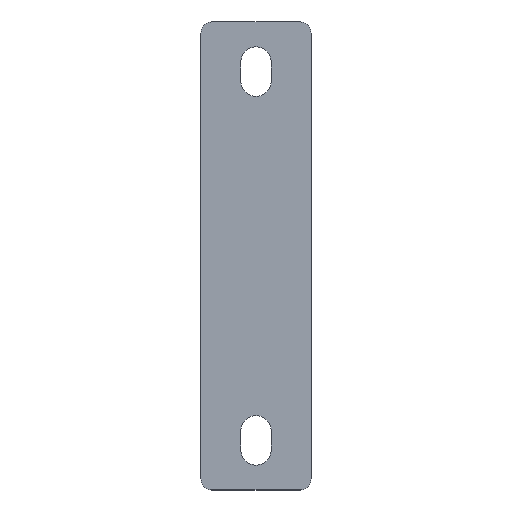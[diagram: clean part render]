
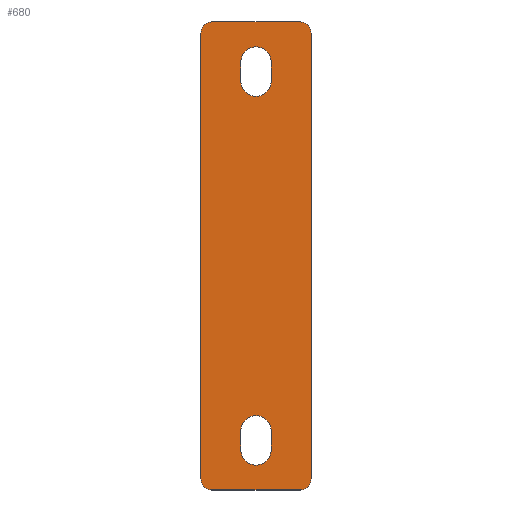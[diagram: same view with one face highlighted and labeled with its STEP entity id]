
A CAD part, top view. The second image highlights one B-rep face of the part: STEP entity #680.
In plain terms, the highlighted planar face has unit normal (0, 0, 1).
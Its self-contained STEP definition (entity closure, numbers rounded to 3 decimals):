
#321=CARTESIAN_POINT('',(-16.,81.,2.5));
#322=DIRECTION('',(0.,0.,1.));
#323=DIRECTION('',(0.,1.,0.));
#324=AXIS2_PLACEMENT_3D('',#321,#322,#323);
#326=DIRECTION('',(-1.,0.,0.));
#327=VECTOR('',#326,32.);
#328=CARTESIAN_POINT('',(16.,85.,2.5));
#329=LINE('',#328,#327);
#330=CARTESIAN_POINT('',(16.,81.,2.5));
#331=DIRECTION('',(0.,0.,1.));
#332=DIRECTION('',(1.,0.,0.));
#333=AXIS2_PLACEMENT_3D('',#330,#331,#332);
#335=DIRECTION('',(0.,1.,0.));
#336=VECTOR('',#335,162.);
#337=CARTESIAN_POINT('',(20.,-81.,2.5));
#338=LINE('',#337,#336);
#339=CARTESIAN_POINT('',(16.,-81.,2.5));
#340=DIRECTION('',(0.,0.,1.));
#341=DIRECTION('',(0.,-1.,0.));
#342=AXIS2_PLACEMENT_3D('',#339,#340,#341);
#344=DIRECTION('',(1.,0.,0.));
#345=VECTOR('',#344,32.);
#346=CARTESIAN_POINT('',(-16.,-85.,2.5));
#347=LINE('',#346,#345);
#348=CARTESIAN_POINT('',(-16.,-81.,2.5));
#349=DIRECTION('',(0.,0.,1.));
#350=DIRECTION('',(-1.,0.,0.));
#351=AXIS2_PLACEMENT_3D('',#348,#349,#350);
#353=DIRECTION('',(0.,-1.,0.));
#354=VECTOR('',#353,162.);
#355=CARTESIAN_POINT('',(-20.,81.,2.5));
#356=LINE('',#355,#354);
#357=CARTESIAN_POINT('',(0.,70.5,2.5));
#358=DIRECTION('',(0.,0.,1.));
#359=DIRECTION('',(1.,0.,0.));
#360=AXIS2_PLACEMENT_3D('',#357,#358,#359);
#362=DIRECTION('',(0.,-1.,0.));
#363=VECTOR('',#362,7.);
#364=CARTESIAN_POINT('',(-5.5,70.5,2.5));
#365=LINE('',#364,#363);
#366=CARTESIAN_POINT('',(0.,63.5,2.5));
#367=DIRECTION('',(0.,0.,1.));
#368=DIRECTION('',(-1.,0.,0.));
#369=AXIS2_PLACEMENT_3D('',#366,#367,#368);
#371=DIRECTION('',(0.,1.,0.));
#372=VECTOR('',#371,7.);
#373=CARTESIAN_POINT('',(5.5,63.5,2.5));
#374=LINE('',#373,#372);
#375=CARTESIAN_POINT('',(0.,-63.5,2.5));
#376=DIRECTION('',(0.,0.,1.));
#377=DIRECTION('',(1.,0.,0.));
#378=AXIS2_PLACEMENT_3D('',#375,#376,#377);
#380=DIRECTION('',(0.,-1.,0.));
#381=VECTOR('',#380,7.);
#382=CARTESIAN_POINT('',(-5.5,-63.5,2.5));
#383=LINE('',#382,#381);
#384=CARTESIAN_POINT('',(0.,-70.5,2.5));
#385=DIRECTION('',(0.,0.,1.));
#386=DIRECTION('',(-1.,0.,0.));
#387=AXIS2_PLACEMENT_3D('',#384,#385,#386);
#389=DIRECTION('',(0.,1.,0.));
#390=VECTOR('',#389,7.);
#391=CARTESIAN_POINT('',(5.5,-70.5,2.5));
#392=LINE('',#391,#390);
#429=CARTESIAN_POINT('',(-16.,85.,2.5));
#430=VERTEX_POINT('',#429);
#431=CARTESIAN_POINT('',(-20.,81.,2.5));
#432=VERTEX_POINT('',#431);
#437=CARTESIAN_POINT('',(20.,81.,2.5));
#438=VERTEX_POINT('',#437);
#439=CARTESIAN_POINT('',(16.,85.,2.5));
#440=VERTEX_POINT('',#439);
#445=CARTESIAN_POINT('',(-20.,-81.,2.5));
#446=VERTEX_POINT('',#445);
#447=CARTESIAN_POINT('',(-16.,-85.,2.5));
#448=VERTEX_POINT('',#447);
#453=CARTESIAN_POINT('',(16.,-85.,2.5));
#454=VERTEX_POINT('',#453);
#455=CARTESIAN_POINT('',(20.,-81.,2.5));
#456=VERTEX_POINT('',#455);
#473=CARTESIAN_POINT('',(5.5,70.5,2.5));
#474=CARTESIAN_POINT('',(-5.5,70.5,2.5));
#475=VERTEX_POINT('',#473);
#476=VERTEX_POINT('',#474);
#477=CARTESIAN_POINT('',(-5.5,63.5,2.5));
#478=VERTEX_POINT('',#477);
#479=CARTESIAN_POINT('',(5.5,63.5,2.5));
#480=VERTEX_POINT('',#479);
#481=CARTESIAN_POINT('',(5.5,-63.5,2.5));
#482=CARTESIAN_POINT('',(-5.5,-63.5,2.5));
#483=VERTEX_POINT('',#481);
#484=VERTEX_POINT('',#482);
#485=CARTESIAN_POINT('',(-5.5,-70.5,2.5));
#486=VERTEX_POINT('',#485);
#487=CARTESIAN_POINT('',(5.5,-70.5,2.5));
#488=VERTEX_POINT('',#487);
#645=CARTESIAN_POINT('',(0.,0.,2.5));
#646=DIRECTION('',(0.,0.,1.));
#647=DIRECTION('',(1.,0.,0.));
#648=AXIS2_PLACEMENT_3D('',#645,#646,#647);
#649=PLANE('',#648);
#650=ORIENTED_EDGE('',*,*,#541,.F.);
#651=ORIENTED_EDGE('',*,*,#557,.F.);
#652=ORIENTED_EDGE('',*,*,#570,.F.);
#653=ORIENTED_EDGE('',*,*,#585,.F.);
#654=ORIENTED_EDGE('',*,*,#598,.F.);
#655=ORIENTED_EDGE('',*,*,#611,.F.);
#656=ORIENTED_EDGE('',*,*,#626,.F.);
#657=ORIENTED_EDGE('',*,*,#638,.F.);
#658=EDGE_LOOP('',(#650,#651,#652,#653,#654,#655,#656,#657));
#659=FACE_OUTER_BOUND('',#658,.F.);
#661=ORIENTED_EDGE('',*,*,#660,.T.);
#663=ORIENTED_EDGE('',*,*,#662,.T.);
#665=ORIENTED_EDGE('',*,*,#664,.T.);
#667=ORIENTED_EDGE('',*,*,#666,.T.);
#668=EDGE_LOOP('',(#661,#663,#665,#667));
#669=FACE_BOUND('',#668,.F.);
#671=ORIENTED_EDGE('',*,*,#670,.T.);
#673=ORIENTED_EDGE('',*,*,#672,.T.);
#675=ORIENTED_EDGE('',*,*,#674,.T.);
#677=ORIENTED_EDGE('',*,*,#676,.T.);
#678=EDGE_LOOP('',(#671,#673,#675,#677));
#679=FACE_BOUND('',#678,.F.);
#680=ADVANCED_FACE('',(#659,#669,#679),#649,.T.);
#325=CIRCLE('',#324,4.);
#334=CIRCLE('',#333,4.);
#343=CIRCLE('',#342,4.);
#352=CIRCLE('',#351,4.);
#361=CIRCLE('',#360,5.5);
#370=CIRCLE('',#369,5.5);
#379=CIRCLE('',#378,5.5);
#388=CIRCLE('',#387,5.5);
#541=EDGE_CURVE('',#430,#432,#325,.T.);
#557=EDGE_CURVE('',#440,#430,#329,.T.);
#570=EDGE_CURVE('',#438,#440,#334,.T.);
#585=EDGE_CURVE('',#456,#438,#338,.T.);
#598=EDGE_CURVE('',#454,#456,#343,.T.);
#611=EDGE_CURVE('',#448,#454,#347,.T.);
#626=EDGE_CURVE('',#446,#448,#352,.T.);
#638=EDGE_CURVE('',#432,#446,#356,.T.);
#660=EDGE_CURVE('',#475,#476,#361,.T.);
#662=EDGE_CURVE('',#476,#478,#365,.T.);
#664=EDGE_CURVE('',#478,#480,#370,.T.);
#666=EDGE_CURVE('',#480,#475,#374,.T.);
#670=EDGE_CURVE('',#483,#484,#379,.T.);
#672=EDGE_CURVE('',#484,#486,#383,.T.);
#674=EDGE_CURVE('',#486,#488,#388,.T.);
#676=EDGE_CURVE('',#488,#483,#392,.T.);
